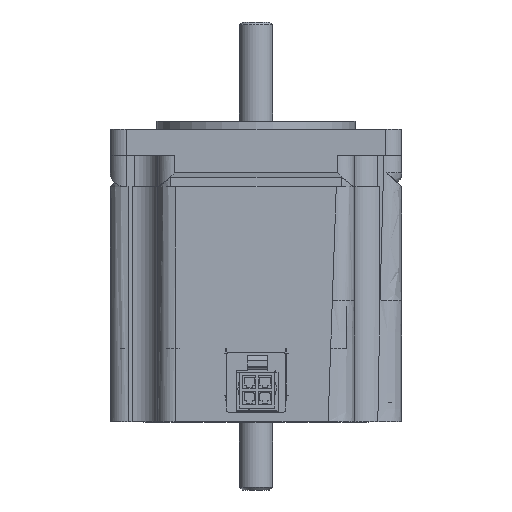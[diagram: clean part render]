
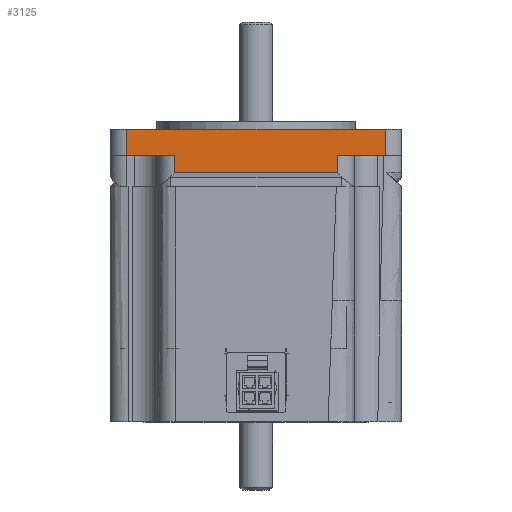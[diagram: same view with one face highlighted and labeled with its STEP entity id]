
A CAD part, front view. The second image highlights one B-rep face of the part: STEP entity #3125.
In plain terms, the highlighted planar face has unit normal (0, -1, 0).
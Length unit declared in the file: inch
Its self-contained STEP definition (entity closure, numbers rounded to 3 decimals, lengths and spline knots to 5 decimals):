
#181 = EDGE_CURVE ( 'NONE', #8295, #13759, #6801, .T. ) ;
#234 = VECTOR ( 'NONE', #11754, 39.37008 ) ;
#659 = CARTESIAN_POINT ( 'NONE',  ( 0.96931, 0.86168, 2.64941 ) ) ;
#702 = VECTOR ( 'NONE', #10627, 39.37008 ) ;
#843 = VERTEX_POINT ( 'NONE', #24017 ) ;
#1310 = PLANE ( 'NONE',  #19610 ) ;
#2008 = ORIENTED_EDGE ( 'NONE', *, *, #17356, .T. ) ;
#2316 = VECTOR ( 'NONE', #19281, 39.37008 ) ;
#2996 = CARTESIAN_POINT ( 'NONE',  ( 1.58681, 0.86168, 2.98141 ) ) ;
#3125 = ADVANCED_FACE ( 'NONE', ( #13868 ), #1310, .T. ) ;
#3716 = ORIENTED_EDGE ( 'NONE', *, *, #13881, .F. ) ;
#4048 = LINE ( 'NONE', #4311, #12586 ) ;
#4311 = CARTESIAN_POINT ( 'NONE',  ( 0.60831, 0.86168, 2.78441 ) ) ;
#4725 = CARTESIAN_POINT ( 'NONE',  ( 2.20431, 0.86168, 2.64941 ) ) ;
#4969 = EDGE_LOOP ( 'NONE', ( #2008, #21487, #3716, #22439, #22819, #22344, #20688, #14623 ) ) ;
#5342 = DIRECTION ( 'NONE',  ( -1., 0., 0. ) ) ;
#5379 = EDGE_CURVE ( 'NONE', #12491, #22195, #23714, .T. ) ;
#5817 = CARTESIAN_POINT ( 'NONE',  ( 0.96931, 0.86168, 2.64941 ) ) ;
#6738 = CARTESIAN_POINT ( 'NONE',  ( 0.60831, 0.86168, 2.78441 ) ) ;
#6801 = LINE ( 'NONE', #16712, #22658 ) ;
#7718 = CARTESIAN_POINT ( 'NONE',  ( 1.79265, 0.86168, 2.64941 ) ) ;
#8295 = VERTEX_POINT ( 'NONE', #10230 ) ;
#8835 = EDGE_CURVE ( 'NONE', #22684, #843, #23933, .T. ) ;
#9192 = VERTEX_POINT ( 'NONE', #19284 ) ;
#9713 = CARTESIAN_POINT ( 'NONE',  ( 2.56531, 0.86168, 2.78441 ) ) ;
#10230 = CARTESIAN_POINT ( 'NONE',  ( 0.96931, 0.86168, 2.78441 ) ) ;
#10627 = DIRECTION ( 'NONE',  ( 1., 0., 0. ) ) ;
#10741 = EDGE_CURVE ( 'NONE', #9192, #13759, #4048, .T. ) ;
#10789 = CARTESIAN_POINT ( 'NONE',  ( 1.58681, 0.86168, 2.54941 ) ) ;
#11754 = DIRECTION ( 'NONE',  ( 0., 0., 1. ) ) ;
#12491 = VERTEX_POINT ( 'NONE', #4725 ) ;
#12586 = VECTOR ( 'NONE', #19531, 39.37008 ) ;
#12767 = B_SPLINE_CURVE_WITH_KNOTS ( 'NONE', 3,
 ( #5817, #18992, #7718, #20862 ),
 .UNSPECIFIED., .F., .F.,
 ( 4, 4 ),
 ( 0.01221, 0.04358 ),
 .UNSPECIFIED. ) ;
#13759 = VERTEX_POINT ( 'NONE', #6738 ) ;
#13868 = FACE_OUTER_BOUND ( 'NONE', #4969, .T. ) ;
#13878 = CARTESIAN_POINT ( 'NONE',  ( 0.96931, 0.86168, 2.64941 ) ) ;
#13881 = EDGE_CURVE ( 'NONE', #22684, #22195, #22630, .T. ) ;
#14623 = ORIENTED_EDGE ( 'NONE', *, *, #20127, .T. ) ;
#15540 = VECTOR ( 'NONE', #22000, 39.37008 ) ;
#16042 = EDGE_CURVE ( 'NONE', #9192, #843, #20613, .T. ) ;
#16221 = DIRECTION ( 'NONE',  ( 0., -1., 0. ) ) ;
#16712 = CARTESIAN_POINT ( 'NONE',  ( 0.84431, 0.86168, 2.78441 ) ) ;
#17356 = EDGE_CURVE ( 'NONE', #19946, #12491, #12767, .T. ) ;
#18094 = DIRECTION ( 'NONE',  ( 1., 0., 0. ) ) ;
#18360 = DIRECTION ( 'NONE',  ( -1., 0., 0. ) ) ;
#18475 = CARTESIAN_POINT ( 'NONE',  ( 2.20431, 0.86168, 2.78441 ) ) ;
#18992 = CARTESIAN_POINT ( 'NONE',  ( 1.38098, 0.86168, 2.64941 ) ) ;
#19281 = DIRECTION ( 'NONE',  ( 0., 0., 1. ) ) ;
#19284 = CARTESIAN_POINT ( 'NONE',  ( 0.60831, 0.86168, 2.98141 ) ) ;
#19374 = CARTESIAN_POINT ( 'NONE',  ( 2.20431, 0.86168, 2.78441 ) ) ;
#19531 = DIRECTION ( 'NONE',  ( 0., 0., -1. ) ) ;
#19610 = AXIS2_PLACEMENT_3D ( 'NONE', #10789, #16221, #18094 ) ;
#19946 = VERTEX_POINT ( 'NONE', #659 ) ;
#20127 = EDGE_CURVE ( 'NONE', #8295, #19946, #23721, .T. ) ;
#20613 = LINE ( 'NONE', #2996, #702 ) ;
#20688 = ORIENTED_EDGE ( 'NONE', *, *, #181, .F. ) ;
#20862 = CARTESIAN_POINT ( 'NONE',  ( 2.20431, 0.86168, 2.64941 ) ) ;
#21477 = VECTOR ( 'NONE', #18360, 39.37008 ) ;
#21487 = ORIENTED_EDGE ( 'NONE', *, *, #5379, .T. ) ;
#22000 = DIRECTION ( 'NONE',  ( 0., 0., -1. ) ) ;
#22195 = VERTEX_POINT ( 'NONE', #18475 ) ;
#22344 = ORIENTED_EDGE ( 'NONE', *, *, #10741, .T. ) ;
#22439 = ORIENTED_EDGE ( 'NONE', *, *, #8835, .T. ) ;
#22630 = LINE ( 'NONE', #24057, #21477 ) ;
#22658 = VECTOR ( 'NONE', #5342, 39.37008 ) ;
#22684 = VERTEX_POINT ( 'NONE', #9713 ) ;
#22819 = ORIENTED_EDGE ( 'NONE', *, *, #16042, .F. ) ;
#23052 = CARTESIAN_POINT ( 'NONE',  ( 2.56531, 0.86168, 2.98141 ) ) ;
#23714 = LINE ( 'NONE', #19374, #2316 ) ;
#23721 = LINE ( 'NONE', #13878, #15540 ) ;
#23933 = LINE ( 'NONE', #23052, #234 ) ;
#24017 = CARTESIAN_POINT ( 'NONE',  ( 2.56531, 0.86168, 2.98141 ) ) ;
#24057 = CARTESIAN_POINT ( 'NONE',  ( 2.69031, 0.86168, 2.78441 ) ) ;
